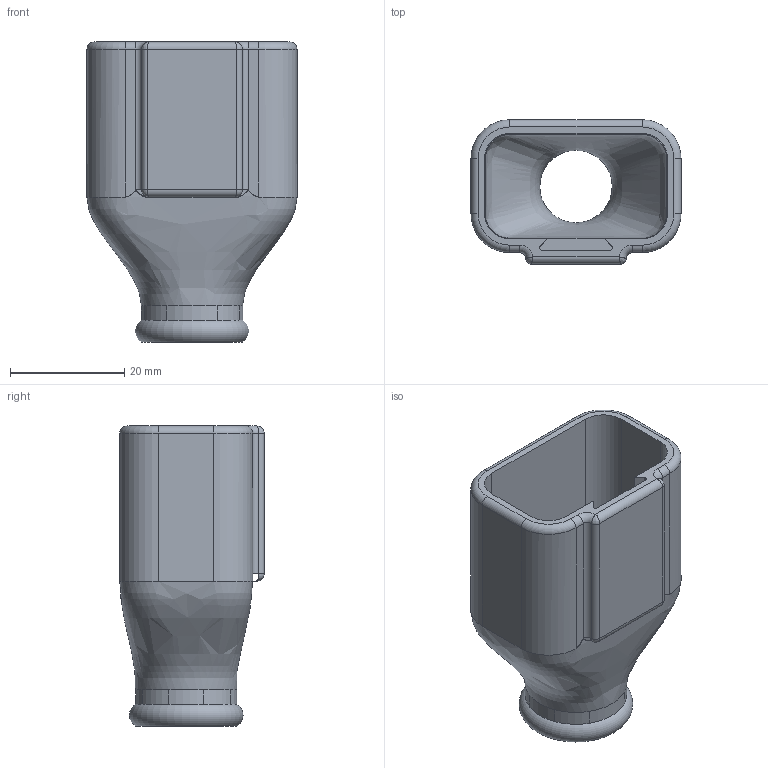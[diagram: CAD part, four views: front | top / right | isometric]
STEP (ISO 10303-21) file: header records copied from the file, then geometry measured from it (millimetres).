
FILE_DESCRIPTION(('FreeCAD Model'),'2;1');
FILE_NAME('Open CASCADE Shape Model','2025-04-27T01:23:37',('FreeCAD'),( 'FreeCAD'),'Open CASCADE STEP processor 7.6','FreeCAD','Unknown');
FILE_SCHEMA(('AUTOMOTIVE_DESIGN { 1 0 10303 214 1 1 1 1 }'));
Length unit declared in the file: millimetre
Products named in the file (1): Open CASCADE STEP translator 7.6 1
Bounding box: 36.86 x 25.3 x 52.63 mm (x, y, z)
Volume: 11941.5 mm3; surface area: 9752.3 mm2
Topology: 1 solids, 1 shells, 91 faces, 239 edges, 148 vertices
Faces by surface type: cylinder 46, plane 25, torus 13, bspline 6, cone 1
Entity records: 5081 total; most frequent: CARTESIAN_POINT 2859, ORIENTED_EDGE 470, DIRECTION 467, EDGE_CURVE 235, AXIS2_PLACEMENT_3D 182, VERTEX_POINT 148, LINE 103, VECTOR 103
